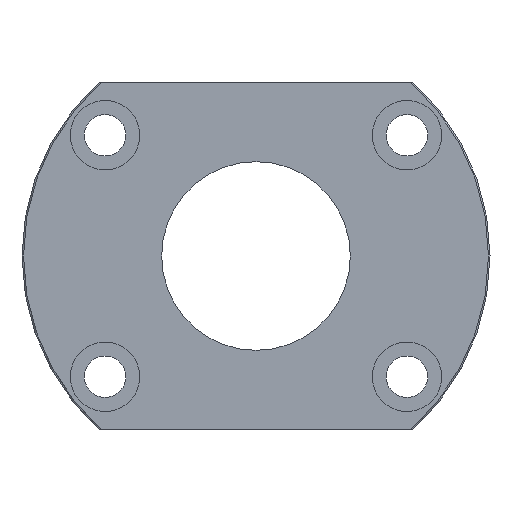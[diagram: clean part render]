
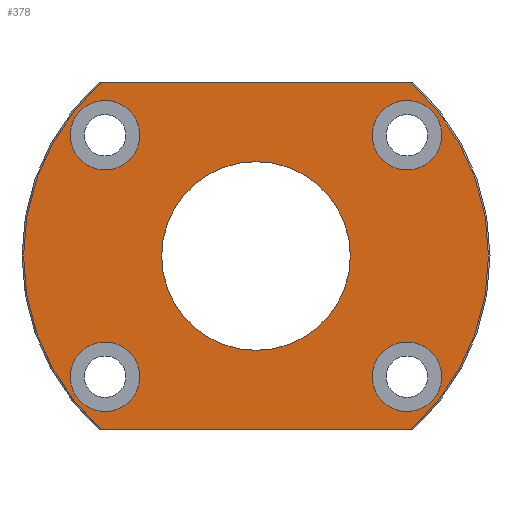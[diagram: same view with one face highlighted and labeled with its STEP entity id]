
A CAD part, left-side view. The second image highlights one B-rep face of the part: STEP entity #378.
In plain terms, the highlighted planar face has unit normal (-1, 0, 0).
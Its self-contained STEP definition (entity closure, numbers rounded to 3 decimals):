
#20=PLANE('',#421);
#31=LINE('',#638,#39);
#32=LINE('',#640,#40);
#39=VECTOR('',#499,1000.);
#40=VECTOR('',#500,1000.);
#60=CIRCLE('',#420,30.8);
#61=CIRCLE('',#422,12.5);
#62=CIRCLE('',#423,4.6);
#63=CIRCLE('',#424,4.6);
#64=CIRCLE('',#425,4.6);
#65=CIRCLE('',#426,4.6);
#66=CIRCLE('',#427,30.8);
#98=ORIENTED_EDGE('',*,*,#186,.T.);
#99=ORIENTED_EDGE('',*,*,#187,.T.);
#100=ORIENTED_EDGE('',*,*,#188,.F.);
#101=ORIENTED_EDGE('',*,*,#189,.T.);
#102=ORIENTED_EDGE('',*,*,#190,.F.);
#103=ORIENTED_EDGE('',*,*,#191,.F.);
#104=ORIENTED_EDGE('',*,*,#185,.F.);
#105=ORIENTED_EDGE('',*,*,#192,.F.);
#106=ORIENTED_EDGE('',*,*,#193,.F.);
#185=EDGE_CURVE('',#228,#227,#60,.T.);
#186=EDGE_CURVE('',#229,#229,#61,.T.);
#187=EDGE_CURVE('',#230,#230,#62,.T.);
#188=EDGE_CURVE('',#231,#231,#63,.T.);
#189=EDGE_CURVE('',#232,#232,#64,.T.);
#190=EDGE_CURVE('',#233,#233,#65,.T.);
#191=EDGE_CURVE('',#227,#234,#31,.T.);
#192=EDGE_CURVE('',#235,#228,#32,.T.);
#193=EDGE_CURVE('',#234,#235,#66,.T.);
#227=VERTEX_POINT('',#619);
#228=VERTEX_POINT('',#625);
#229=VERTEX_POINT('',#629);
#230=VERTEX_POINT('',#631);
#231=VERTEX_POINT('',#633);
#232=VERTEX_POINT('',#635);
#233=VERTEX_POINT('',#637);
#234=VERTEX_POINT('',#639);
#235=VERTEX_POINT('',#641);
#269=EDGE_LOOP('',(#98));
#270=EDGE_LOOP('',(#99));
#271=EDGE_LOOP('',(#100));
#272=EDGE_LOOP('',(#101));
#273=EDGE_LOOP('',(#102));
#274=EDGE_LOOP('',(#103,#104,#105,#106));
#321=FACE_BOUND('',#269,.T.);
#322=FACE_BOUND('',#270,.T.);
#323=FACE_BOUND('',#271,.T.);
#324=FACE_BOUND('',#272,.T.);
#325=FACE_BOUND('',#273,.T.);
#326=FACE_BOUND('',#274,.T.);
#378=ADVANCED_FACE('',(#321,#322,#323,#324,#325,#326),#20,.T.);
#420=AXIS2_PLACEMENT_3D('',#626,#485,#486);
#421=AXIS2_PLACEMENT_3D('',#627,#487,#488);
#422=AXIS2_PLACEMENT_3D('',#628,#489,#490);
#423=AXIS2_PLACEMENT_3D('',#630,#491,#492);
#424=AXIS2_PLACEMENT_3D('',#632,#493,#494);
#425=AXIS2_PLACEMENT_3D('',#634,#495,#496);
#426=AXIS2_PLACEMENT_3D('',#636,#497,#498);
#427=AXIS2_PLACEMENT_3D('',#642,#501,#502);
#485=DIRECTION('',(1.,0.,0.));
#486=DIRECTION('',(0.,0.,-1.));
#487=DIRECTION('',(-1.,0.,0.));
#488=DIRECTION('',(0.,0.,1.));
#489=DIRECTION('',(1.,0.,0.));
#490=DIRECTION('',(0.,0.,-1.));
#491=DIRECTION('',(1.,0.,0.));
#492=DIRECTION('',(0.,0.,-1.));
#493=DIRECTION('',(-1.,0.,0.));
#494=DIRECTION('',(0.,0.,1.));
#495=DIRECTION('',(1.,0.,0.));
#496=DIRECTION('',(0.,0.,-1.));
#497=DIRECTION('',(-1.,0.,0.));
#498=DIRECTION('',(0.,0.,1.));
#499=DIRECTION('',(0.,1.,0.));
#500=DIRECTION('',(0.,-1.,0.));
#501=DIRECTION('',(1.,0.,0.));
#502=DIRECTION('',(0.,0.,-1.));
#619=CARTESIAN_POINT('',(0.,-20.485,-23.));
#625=CARTESIAN_POINT('',(0.,-20.485,23.));
#626=CARTESIAN_POINT('',(0.,0.,0.));
#627=CARTESIAN_POINT('',(0.,30.8,0.));
#628=CARTESIAN_POINT('',(0.,0.,0.));
#629=CARTESIAN_POINT('',(0.,0.,-12.5));
#630=CARTESIAN_POINT('',(0.,20.,-16.));
#631=CARTESIAN_POINT('',(0.,20.,-20.6));
#632=CARTESIAN_POINT('',(0.,-20.,-16.));
#633=CARTESIAN_POINT('',(0.,-20.,-11.4));
#634=CARTESIAN_POINT('',(0.,20.,16.));
#635=CARTESIAN_POINT('',(0.,20.,11.4));
#636=CARTESIAN_POINT('',(0.,-20.,16.));
#637=CARTESIAN_POINT('',(0.,-20.,20.6));
#638=CARTESIAN_POINT('',(0.,-20.785,-23.));
#639=CARTESIAN_POINT('',(0.,20.485,-23.));
#640=CARTESIAN_POINT('',(0.,20.785,23.));
#641=CARTESIAN_POINT('',(0.,20.485,23.));
#642=CARTESIAN_POINT('',(0.,0.,0.));
